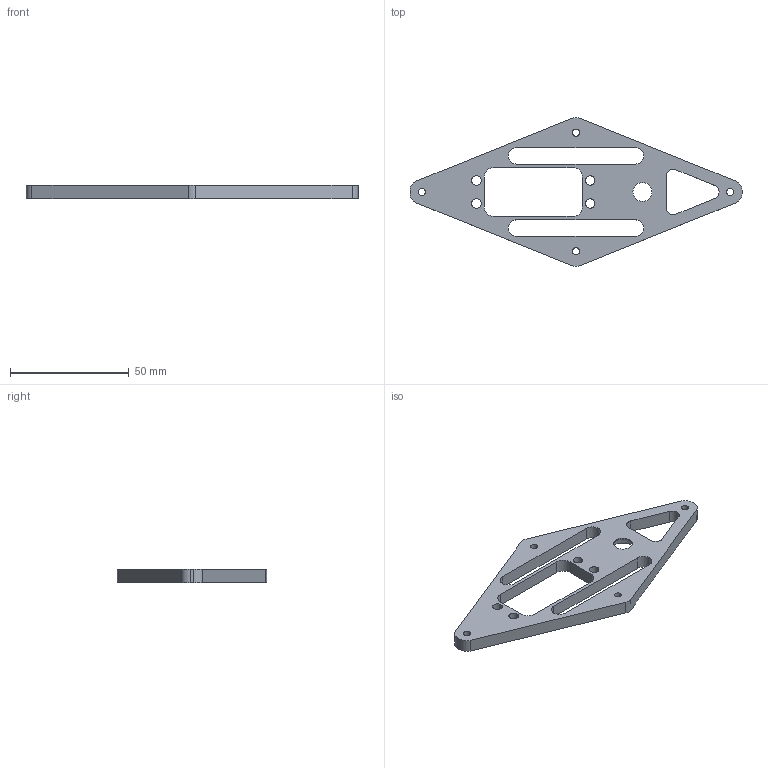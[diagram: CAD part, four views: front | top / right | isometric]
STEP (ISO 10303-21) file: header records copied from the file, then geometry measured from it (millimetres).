
FILE_DESCRIPTION (( 'STEP AP203' ), '1' );
FILE_NAME ('Servo Mount Plate.STEP', '2023-08-31T05:54:44', ( '' ), ( '' ), 'SwSTEP 2.0', 'SolidWorks 2022', '' );
FILE_SCHEMA (( 'CONFIG_CONTROL_DESIGN' ));
Length unit declared in the file: millimetre
Products named in the file (1): Servo Mount Plate
Bounding box: 140 x 62.91 x 5.5 mm (x, y, z)
Volume: 15251.4 mm3; surface area: 10645.5 mm2
Topology: 1 solids, 1 shells, 59 faces, 168 edges, 112 vertices
Faces by surface type: cylinder 39, plane 20
Entity records: 2089 total; most frequent: DIRECTION 366, CARTESIAN_POINT 340, ORIENTED_EDGE 336, EDGE_CURVE 168, AXIS2_PLACEMENT_3D 138, VERTEX_POINT 112, LINE 90, VECTOR 90
